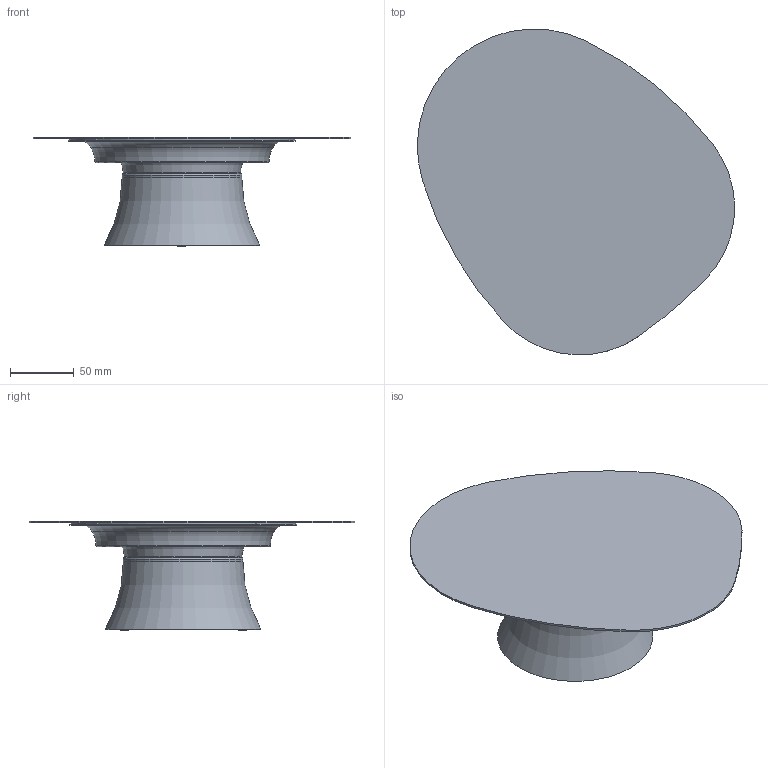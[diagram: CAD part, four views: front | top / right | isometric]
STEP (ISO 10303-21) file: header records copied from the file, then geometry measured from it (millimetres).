
FILE_DESCRIPTION (( 'STEP AP203' ), '1' );
FILE_NAME ('RDFAK02L.STEP', '2016-10-03T15:04:57', ( '' ), ( '' ), 'SwSTEP 2.0', 'SolidWorks 2012', '' );
FILE_SCHEMA (( 'CONFIG_CONTROL_DESIGN' ));
Length unit declared in the file: inch
Products named in the file (1): RDFAK02L
Bounding box: 249.12 x 255.91 x 86.38 mm (x, y, z)
Surface area: 171868.1 mm2 (no closed solid volume)
Topology: 0 solids, 11 shells, 50 faces, 155 edges, 116 vertices
Faces by surface type: cylinder 21, torus 13, cone 8, plane 8
Full cylindrical faces by diameter (mm): 2.794 x2, 4.826 x2, 22.225 x1, 93.98 x1, 115.57 x1, 127 x1, 178.411 x1
Entity records: 1833 total; most frequent: CARTESIAN_POINT 486, DIRECTION 292, ORIENTED_EDGE 170, AXIS2_PLACEMENT_3D 134, EDGE_CURVE 116, VERTEX_POINT 108, EDGE_LOOP 97, CIRCLE 83
